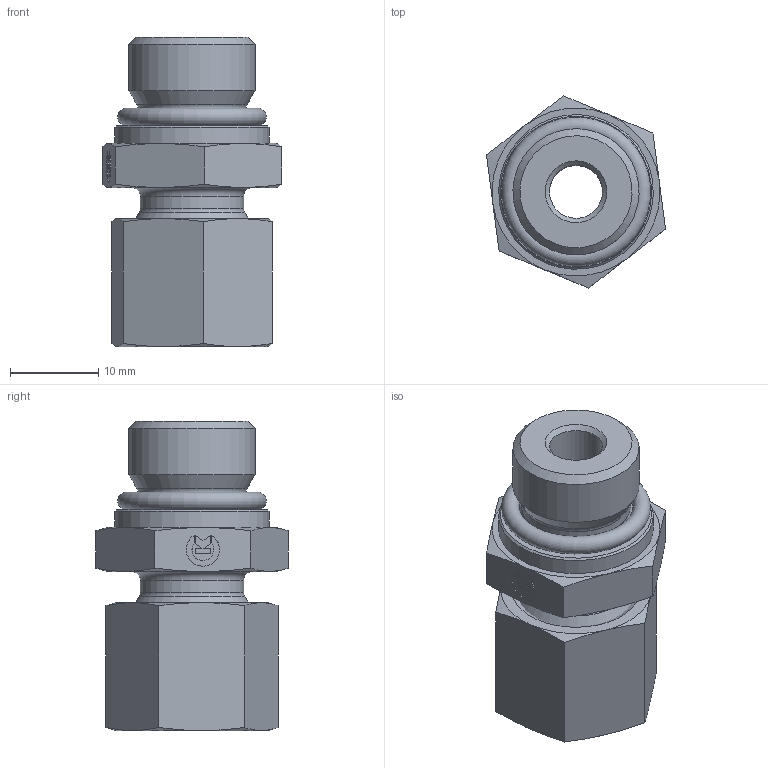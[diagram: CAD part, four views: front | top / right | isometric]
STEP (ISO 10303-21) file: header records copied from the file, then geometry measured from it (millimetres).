
FILE_DESCRIPTION((''),'2;1');
FILE_NAME('18108091614.stp','2014-09-18T11:42:54',(''),('KNOMI spol. s r. o.'),'Autodesk Inventor 2012','Autodesk Inventor 2012','');
FILE_SCHEMA(('AUTOMOTIVE_DESIGN { 1 2 10303 214 0 1 1 1 }'));
Length unit declared in the file: millimetre
Products named in the file (6): PHK-UNF   8L    9/16- 18/M14; 3910814; 40108; PHFUNF; 17308091614; 606119019890
Assembly tree (5 placements, depth 3):
  PHK-UNF   8L    9/16- 18/M14
    3910814
    40108
    PHFUNF
      17308091614
      606119019890
Bounding box: 20.27 x 21.75 x 35 mm (x, y, z)
Volume: 6480.5 mm3; surface area: 5002.3 mm2
Topology: 4 solids, 4 shells, 112 faces, 255 edges, 157 vertices
Faces by surface type: plane 52, cone 38, cylinder 16, torus 6
Full cylindrical faces by diameter (mm): 6 x1, 8 x3, 10 x1, 11.7 x1, 12 x1, 12.24 x1, 12.376 x1, 14 x1, 14.287 x1, 17.5 x1
Entity records: 3136 total; most frequent: CARTESIAN_POINT 582, DIRECTION 486, ORIENTED_EDGE 430, EDGE_CURVE 215, AXIS2_PLACEMENT_3D 196, EDGE_LOOP 157, VERTEX_POINT 148, STYLED_ITEM 116
